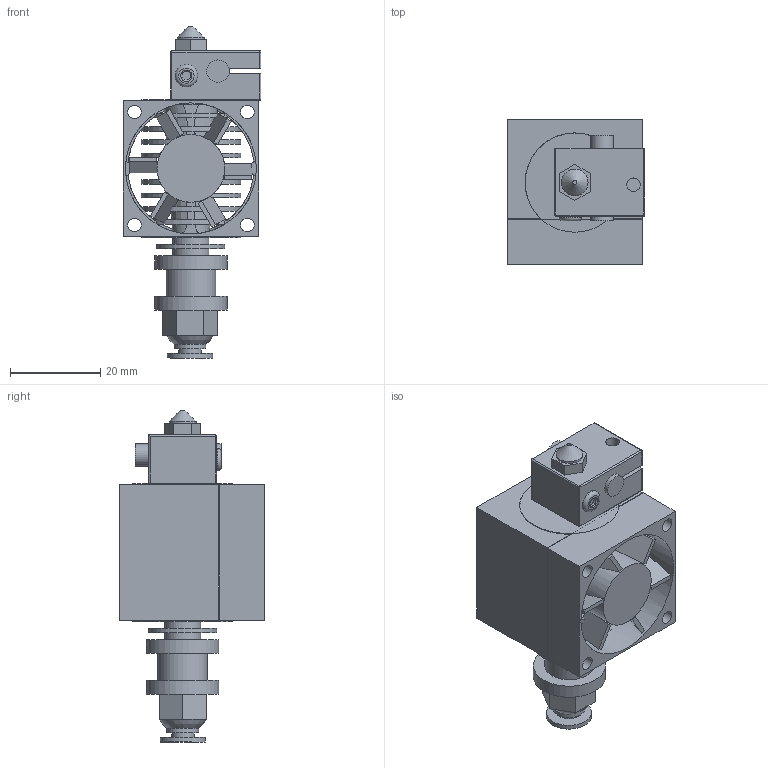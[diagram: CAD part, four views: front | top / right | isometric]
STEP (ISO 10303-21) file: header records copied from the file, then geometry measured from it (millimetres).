
FILE_DESCRIPTION(/* description */ (''),/* implementation_level */ '2;1');
FILE_NAME(/* name */ '3-D printer ( hot end ) .step',/* time_stamp */ '2023-03-27T23:16:35+05:30',/* author */ (''),/* organization */ (''),/* preprocessor_version */ 'ST-DEVELOPER v19.2',/* originating_system */ 'Autodesk Translation Framework v11.17.0.187',/* authorisation */ '');
FILE_SCHEMA (('AUTOMOTIVE_DESIGN { 1 0 10303 214 3 1 1 }'));
Length unit declared in the file: millimetre
Products named in the file (6): assembly of hot end; end part v1; plastic v3; hot end of 3d printer v1; fan of hot end v1; end nut v1
Assembly tree (5 placements, depth 2):
  assembly of hot end
    end part v1
    plastic v3
    hot end of 3d printer v1
    fan of hot end v1
    end nut v1
Bounding box: 30.5 x 32.08 x 73.48 mm (x, y, z)
Volume: 18702.8 mm3; surface area: 24239.4 mm2
Topology: 24 solids, 24 shells, 225 faces, 481 edges, 313 vertices
Faces by surface type: plane 121, cylinder 81, bspline 11, sphere 6, torus 4, cone 2
Full cylindrical faces by diameter (mm): 0.9 x1, 2 x1, 3 x10, 4 x2, 5 x6, 5.9 x1, 7 x1, 7.574 x1, 8 x13, 8.141 x1, 8.913 x1, 9.85 x1, 10 x1, 11 x1, 15 x2, 16 x2, 22 x11, 28 x1, 29 x1
Entity records: 7803 total; most frequent: CARTESIAN_POINT 2550, DIRECTION 1069, ORIENTED_EDGE 962, EDGE_CURVE 481, AXIS2_PLACEMENT_3D 404, VERTEX_POINT 313, EDGE_LOOP 294, LINE 261
